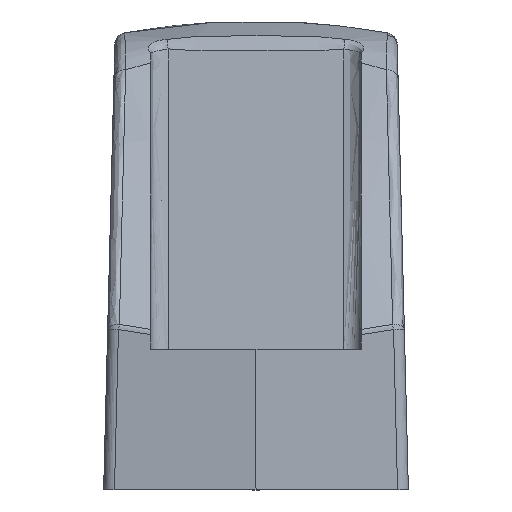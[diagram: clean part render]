
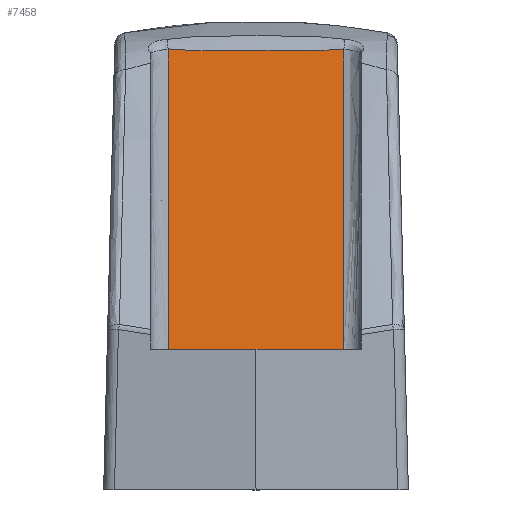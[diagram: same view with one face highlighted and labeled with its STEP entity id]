
A CAD part, left-side view. The second image highlights one B-rep face of the part: STEP entity #7458.
In plain terms, the highlighted free-form (B-spline) face has degree [1, 1] with [2, 2] control points.
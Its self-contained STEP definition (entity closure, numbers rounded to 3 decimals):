
#3008=CARTESIAN_POINT('',(12.486,-7.5,37.626));
#3009=VERTEX_POINT('',#3008);
#3266=CARTESIAN_POINT('',(12.486,7.5,37.626));
#3267=VERTEX_POINT('',#3266);
#3281=CARTESIAN_POINT('',(12.486,-7.5,37.626));
#3282=CARTESIAN_POINT('',(12.488,-7.12,37.649));
#3283=CARTESIAN_POINT('',(12.482,-6.561,37.584));
#3284=CARTESIAN_POINT('',(12.477,-6.09,37.53));
#3285=CARTESIAN_POINT('',(12.471,-5.62,37.472));
#3286=CARTESIAN_POINT('',(12.468,-5.358,37.44));
#3287=CARTESIAN_POINT('',(12.471,-4.55,37.468));
#3288=CARTESIAN_POINT('',(12.472,-4.155,37.481));
#3289=CARTESIAN_POINT('',(12.473,-3.748,37.493));
#3290=CARTESIAN_POINT('',(12.478,-1.941,37.543));
#3291=CARTESIAN_POINT('',(12.478,0.,37.543));
#3292=CARTESIAN_POINT('',(12.478,1.939,37.543));
#3293=CARTESIAN_POINT('',(12.473,3.748,37.493));
#3294=CARTESIAN_POINT('',(12.472,4.126,37.482));
#3295=CARTESIAN_POINT('',(12.471,4.496,37.47));
#3296=CARTESIAN_POINT('',(12.469,5.29,37.442));
#3297=CARTESIAN_POINT('',(12.471,5.62,37.472));
#3298=CARTESIAN_POINT('',(12.475,6.092,37.514));
#3299=CARTESIAN_POINT('',(12.482,6.561,37.584));
#3300=CARTESIAN_POINT('',(12.489,7.029,37.654));
#3301=CARTESIAN_POINT('',(12.486,7.5,37.626));
#3302=B_SPLINE_CURVE_WITH_KNOTS('',2,(#3281,#3282,#3283,#3284,#3285,#3286,#3287,#3288,#3289,#3290,#3291,#3292,#3293,#3294,#3295,#3296,#3297,#3298,#3299,#3300,#3301),.UNSPECIFIED.,.F.,.U.,(3,2,2,2,2,2,2,2,2,2,3),(0.0,0.063,0.125,0.196,0.25,0.5,0.75,0.8,0.875,0.938,1.0),.UNSPECIFIED.);
#3303=EDGE_CURVE('',#3009,#3267,#3302,.T.);
#6696=CARTESIAN_POINT('',(10.034,-7.5,12.));
#6697=VERTEX_POINT('',#6696);
#6698=CARTESIAN_POINT('',(10.034,-7.5,12.));
#6699=CARTESIAN_POINT('',(12.486,-7.5,37.626));
#6700=QUASI_UNIFORM_CURVE('',1,(#6698,#6699),.UNSPECIFIED.,.F.,.U.);
#6701=EDGE_CURVE('',#6697,#3009,#6700,.T.);
#6733=CARTESIAN_POINT('',(10.034,7.5,12.));
#6734=VERTEX_POINT('',#6733);
#6735=CARTESIAN_POINT('',(12.486,7.5,37.626));
#6736=CARTESIAN_POINT('',(10.034,7.5,12.));
#6737=QUASI_UNIFORM_CURVE('',1,(#6735,#6736),.UNSPECIFIED.,.F.,.U.);
#6738=EDGE_CURVE('',#3267,#6734,#6737,.T.);
#7443=CARTESIAN_POINT('',(12.609,-8.249,38.908));
#7444=CARTESIAN_POINT('',(9.912,-8.249,10.72));
#7445=CARTESIAN_POINT('',(12.609,8.249,38.908));
#7446=CARTESIAN_POINT('',(9.912,8.249,10.72));
#7447=B_SPLINE_SURFACE_WITH_KNOTS('',1,1,((#7443,#7445),(#7444,#7446)),.UNSPECIFIED.,.F.,.F.,.U.,(2,2),(2,2),(0.0,28.317),(0.0,16.499),.UNSPECIFIED.);
#7448=ORIENTED_EDGE('',*,*,#6701,.T.);
#7449=ORIENTED_EDGE('',*,*,#3303,.T.);
#7450=ORIENTED_EDGE('',*,*,#6738,.T.);
#7451=CARTESIAN_POINT('',(10.034,7.5,12.));
#7452=CARTESIAN_POINT('',(10.034,-7.5,12.));
#7453=QUASI_UNIFORM_CURVE('',1,(#7451,#7452),.UNSPECIFIED.,.F.,.U.);
#7454=EDGE_CURVE('',#6734,#6697,#7453,.T.);
#7455=ORIENTED_EDGE('',*,*,#7454,.T.);
#7456=EDGE_LOOP('',(#7448,#7449,#7450,#7455));
#7457=FACE_OUTER_BOUND('',#7456,.T.);
#7458=ADVANCED_FACE('',(#7457),#7447,.F.);
